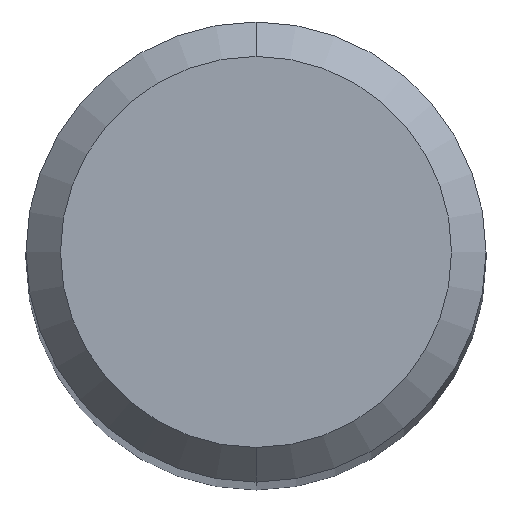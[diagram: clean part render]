
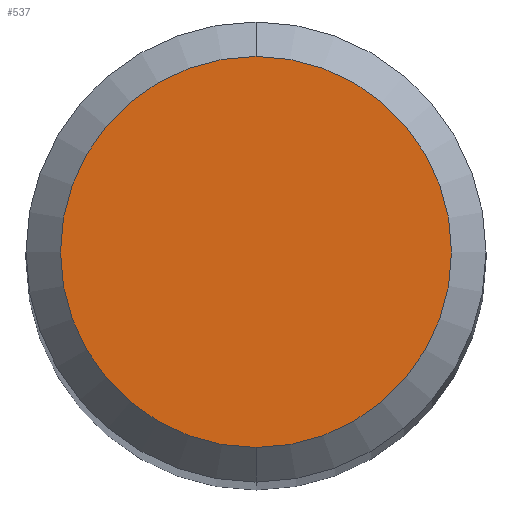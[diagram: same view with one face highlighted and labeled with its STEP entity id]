
A CAD part, top view. The second image highlights one B-rep face of the part: STEP entity #537.
In plain terms, the highlighted planar face has unit normal (0, 0, 1).
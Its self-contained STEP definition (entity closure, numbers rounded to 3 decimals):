
#383=VERTEX_POINT('',#1067);
#537=ADVANCED_FACE('',(#1232),#1233,.T.);
#667=EDGE_CURVE('',#383,#895,#1380,.T.);
#883=EDGE_CURVE('',#895,#383,#1616,.T.);
#895=VERTEX_POINT('',#1629);
#1067=CARTESIAN_POINT('',(0.,-1.7,0.0));
#1232=FACE_OUTER_BOUND('',#2575,.T.);
#1233=PLANE('',#2576);
#1380=CIRCLE('',#3276,1.7);
#1616=CIRCLE('',#3969,1.7);
#1629=CARTESIAN_POINT('',(0.0,1.7,0.0));
#2575=EDGE_LOOP('',(#4554,#4555));
#2576=AXIS2_PLACEMENT_3D('',#4556,#4557,#4558);
#3276=AXIS2_PLACEMENT_3D('',#4733,#4734,#4735);
#3969=AXIS2_PLACEMENT_3D('',#5006,#5007,#5008);
#4554=ORIENTED_EDGE('',*,*,#883,.F.);
#4555=ORIENTED_EDGE('',*,*,#667,.F.);
#4556=CARTESIAN_POINT('',(0.0,0.85,0.0));
#4557=DIRECTION('',(-0.0,0.0,1.0));
#4558=DIRECTION('',(0.0,-1.0,0.0));
#4733=CARTESIAN_POINT('',(0.0,0.0,0.0));
#4734=DIRECTION('',(0.0,0.0,-1.0));
#4735=DIRECTION('',(0.0,1.0,0.0));
#5006=CARTESIAN_POINT('',(0.0,0.0,0.0));
#5007=DIRECTION('',(0.0,0.0,-1.0));
#5008=DIRECTION('',(0.0,1.0,0.0));
